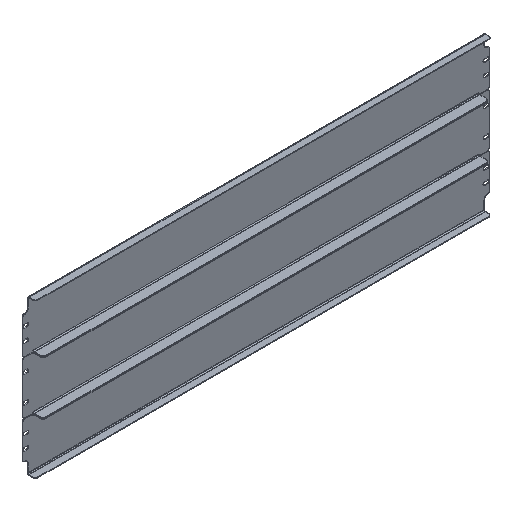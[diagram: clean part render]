
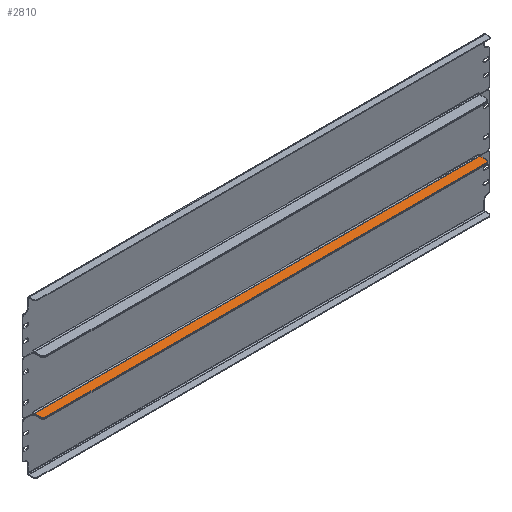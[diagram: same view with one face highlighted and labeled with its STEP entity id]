
A CAD part, isometric view. The second image highlights one B-rep face of the part: STEP entity #2810.
In plain terms, the highlighted planar face has unit normal (0, 0, 1).
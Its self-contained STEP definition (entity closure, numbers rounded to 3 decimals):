
#124 = ORIENTED_EDGE ( 'NONE', *, *, #954, .F. ) ;
#196 = CARTESIAN_POINT ( 'NONE',  ( -418.25, -1.5, -48.5 ) ) ;
#377 = DIRECTION ( 'NONE',  ( 0., 1., 0. ) ) ;
#382 = CARTESIAN_POINT ( 'NONE',  ( 0., 0., -48.5 ) ) ;
#498 = CIRCLE ( 'NONE', #3507, 5. ) ;
#642 = DIRECTION ( 'NONE',  ( 0., 0., 1. ) ) ;
#646 = FACE_OUTER_BOUND ( 'NONE', #868, .T. ) ;
#671 = VECTOR ( 'NONE', #3356, 1000. ) ;
#709 = DIRECTION ( 'NONE',  ( 1., 0., 0. ) ) ;
#868 = EDGE_LOOP ( 'NONE', ( #2091, #2714, #124, #3476, #3067, #2918 ) ) ;
#882 = VERTEX_POINT ( 'NONE', #1184 ) ;
#889 = VERTEX_POINT ( 'NONE', #2243 ) ;
#891 = VECTOR ( 'NONE', #709, 1000. ) ;
#941 = CARTESIAN_POINT ( 'NONE',  ( -413.25, -20., -48.5 ) ) ;
#954 = EDGE_CURVE ( 'NONE', #882, #1470, #2001, .T. ) ;
#1029 = EDGE_CURVE ( 'NONE', #2661, #889, #1498, .T. ) ;
#1040 = DIRECTION ( 'NONE',  ( 0., 0., 1. ) ) ;
#1145 = CARTESIAN_POINT ( 'NONE',  ( -418.25, -20., -48.5 ) ) ;
#1184 = CARTESIAN_POINT ( 'NONE',  ( 413.25, -20., -48.5 ) ) ;
#1243 = AXIS2_PLACEMENT_3D ( 'NONE', #2490, #642, #377 ) ;
#1301 = AXIS2_PLACEMENT_3D ( 'NONE', #382, #1468, #2315 ) ;
#1468 = DIRECTION ( 'NONE',  ( 0., 0., -1. ) ) ;
#1470 = VERTEX_POINT ( 'NONE', #941 ) ;
#1498 = LINE ( 'NONE', #2086, #891 ) ;
#1696 = EDGE_CURVE ( 'NONE', #1822, #1470, #498, .T. ) ;
#1734 = PLANE ( 'NONE',  #1301 ) ;
#1822 = VERTEX_POINT ( 'NONE', #3047 ) ;
#1951 = EDGE_CURVE ( 'NONE', #1822, #2661, #2620, .T. ) ;
#1961 = DIRECTION ( 'NONE',  ( -1., 0., 0. ) ) ;
#1988 = CARTESIAN_POINT ( 'NONE',  ( 418.25, -20., -48.5 ) ) ;
#2001 = LINE ( 'NONE', #1145, #2585 ) ;
#2017 = VERTEX_POINT ( 'NONE', #2150 ) ;
#2086 = CARTESIAN_POINT ( 'NONE',  ( -418.25, -3., -48.5 ) ) ;
#2091 = ORIENTED_EDGE ( 'NONE', *, *, #1951, .F. ) ;
#2133 = DIRECTION ( 'NONE',  ( 0., 1., 0. ) ) ;
#2150 = CARTESIAN_POINT ( 'NONE',  ( 418.25, -15., -48.5 ) ) ;
#2227 = CARTESIAN_POINT ( 'NONE',  ( -418.25, -3., -48.5 ) ) ;
#2243 = CARTESIAN_POINT ( 'NONE',  ( 418.25, -3., -48.5 ) ) ;
#2315 = DIRECTION ( 'NONE',  ( 0., -1., 0. ) ) ;
#2490 = CARTESIAN_POINT ( 'NONE',  ( 413.25, -15., -48.5 ) ) ;
#2585 = VECTOR ( 'NONE', #1961, 1000. ) ;
#2619 = EDGE_CURVE ( 'NONE', #882, #2017, #2763, .T. ) ;
#2620 = LINE ( 'NONE', #196, #671 ) ;
#2661 = VERTEX_POINT ( 'NONE', #2227 ) ;
#2714 = ORIENTED_EDGE ( 'NONE', *, *, #1696, .T. ) ;
#2763 = CIRCLE ( 'NONE', #1243, 5. ) ;
#2775 = LINE ( 'NONE', #1988, #3339 ) ;
#2799 = EDGE_CURVE ( 'NONE', #889, #2017, #2775, .T. ) ;
#2810 = ADVANCED_FACE ( 'NONE', ( #646 ), #1734, .F. ) ;
#2918 = ORIENTED_EDGE ( 'NONE', *, *, #1029, .F. ) ;
#3047 = CARTESIAN_POINT ( 'NONE',  ( -418.25, -15., -48.5 ) ) ;
#3063 = DIRECTION ( 'NONE',  ( 0., -1., 0. ) ) ;
#3067 = ORIENTED_EDGE ( 'NONE', *, *, #2799, .F. ) ;
#3339 = VECTOR ( 'NONE', #3063, 1000. ) ;
#3356 = DIRECTION ( 'NONE',  ( 0., 1., 0. ) ) ;
#3465 = CARTESIAN_POINT ( 'NONE',  ( -413.25, -15., -48.5 ) ) ;
#3476 = ORIENTED_EDGE ( 'NONE', *, *, #2619, .T. ) ;
#3507 = AXIS2_PLACEMENT_3D ( 'NONE', #3465, #1040, #2133 ) ;
